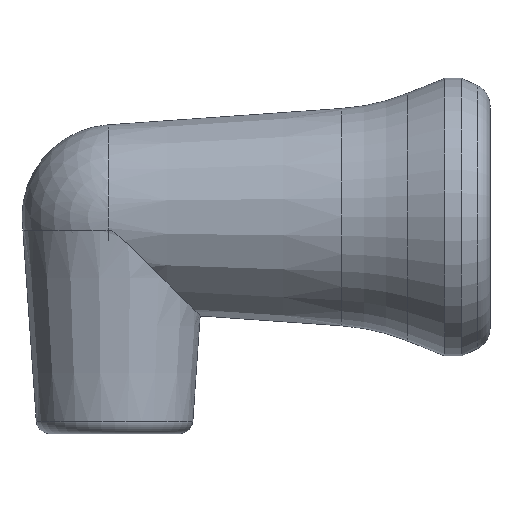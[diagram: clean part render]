
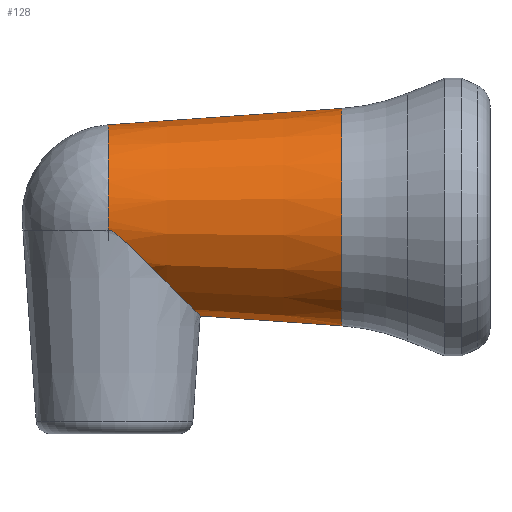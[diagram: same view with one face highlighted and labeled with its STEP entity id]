
A CAD part, front view. The second image highlights one B-rep face of the part: STEP entity #128.
In plain terms, the highlighted conical face has half-angle 4 degrees and reference radius 5.416 mm.
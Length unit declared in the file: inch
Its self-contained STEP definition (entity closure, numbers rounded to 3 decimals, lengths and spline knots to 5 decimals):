
#77 = VERTEX_POINT ( 'NONE', #587 ) ;
#79 = EDGE_CURVE ( 'NONE', #77, #391, #653, .T. ) ;
#109 = ORIENTED_EDGE ( 'NONE', *, *, #255, .F. ) ;
#110 = ORIENTED_EDGE ( 'NONE', *, *, #133, .T. ) ;
#111 = ORIENTED_EDGE ( 'NONE', *, *, #393, .F. ) ;
#127 = EDGE_CURVE ( 'NONE', #77, #256, #691, .T. ) ;
#128 = ADVANCED_FACE ( 'NONE', ( #686 ), #685, .T. ) ;
#129 = EDGE_LOOP ( 'NONE', ( #130, #131, #109, #110, #111 ) ) ;
#130 = ORIENTED_EDGE ( 'NONE', *, *, #79, .F. ) ;
#131 = ORIENTED_EDGE ( 'NONE', *, *, #127, .T. ) ;
#133 = EDGE_CURVE ( 'NONE', #334, #394, #753, .T. ) ;
#255 = EDGE_CURVE ( 'NONE', #334, #256, #971, .T. ) ;
#256 = VERTEX_POINT ( 'NONE', #970 ) ;
#334 = VERTEX_POINT ( 'NONE', #1161 ) ;
#391 = VERTEX_POINT ( 'NONE', #1298 ) ;
#393 = EDGE_CURVE ( 'NONE', #391, #394, #1297, .T. ) ;
#394 = VERTEX_POINT ( 'NONE', #1292 ) ;
#587 = CARTESIAN_POINT ( 'NONE',  ( -0.88211, 0., 0.21323 ) ) ;
#650 = DIRECTION ( 'NONE',  ( 0.998, 0., 0.07 ) ) ;
#651 = VECTOR ( 'NONE', #650, 39.37008 ) ;
#652 = CARTESIAN_POINT ( 'NONE',  ( -0.88211, 0., 0.21323 ) ) ;
#653 = LINE ( 'NONE', #652, #651 ) ;
#681 = DIRECTION ( 'NONE',  ( 0., 0., -1. ) ) ;
#682 = DIRECTION ( 'NONE',  ( 1., 0., 0. ) ) ;
#683 = CARTESIAN_POINT ( 'NONE',  ( -0.88211, 0., 0. ) ) ;
#684 = AXIS2_PLACEMENT_3D ( 'NONE', #683, #682, #681 ) ;
#685 = CONICAL_SURFACE ( 'NONE', #684, 0.21323, 0.07 ) ;
#686 = FACE_OUTER_BOUND ( 'NONE', #129, .T. ) ;
#687 = DIRECTION ( 'NONE',  ( 0., 0., -1. ) ) ;
#688 = DIRECTION ( 'NONE',  ( 1., 0., 0. ) ) ;
#689 = CARTESIAN_POINT ( 'NONE',  ( -0.88211, 0., 0. ) ) ;
#690 = AXIS2_PLACEMENT_3D ( 'NONE', #689, #688, #687 ) ;
#691 = CIRCLE ( 'NONE', #690, 0.21323 ) ;
#750 = DIRECTION ( 'NONE',  ( 0.998, 0., -0.07 ) ) ;
#751 = VECTOR ( 'NONE', #750, 39.37008 ) ;
#752 = CARTESIAN_POINT ( 'NONE',  ( -0.88211, 0., -0.21323 ) ) ;
#753 = LINE ( 'NONE', #752, #751 ) ;
#946 = CARTESIAN_POINT ( 'NONE',  ( -0.88211, -0.12159, -0.17517 ) ) ;
#947 = CARTESIAN_POINT ( 'NONE',  ( -0.87317, -0.12269, -0.17517 ) ) ;
#948 = CARTESIAN_POINT ( 'NONE',  ( -0.86429, -0.12279, -0.17586 ) ) ;
#949 = CARTESIAN_POINT ( 'NONE',  ( -0.84663, -0.12109, -0.17852 ) ) ;
#950 = CARTESIAN_POINT ( 'NONE',  ( -0.83807, -0.11929, -0.18047 ) ) ;
#951 = CARTESIAN_POINT ( 'NONE',  ( -0.82175, -0.11408, -0.18516 ) ) ;
#952 = CARTESIAN_POINT ( 'NONE',  ( -0.81386, -0.1106, -0.18793 ) ) ;
#953 = CARTESIAN_POINT ( 'NONE',  ( -0.79925, -0.10228, -0.19374 ) ) ;
#954 = CARTESIAN_POINT ( 'NONE',  ( -0.79248, -0.09743, -0.19679 ) ) ;
#955 = CARTESIAN_POINT ( 'NONE',  ( -0.77988, -0.08633, -0.20287 ) ) ;
#956 = CARTESIAN_POINT ( 'NONE',  ( -0.77412, -0.08009, -0.20587 ) ) ;
#957 = CARTESIAN_POINT ( 'NONE',  ( -0.76401, -0.06655, -0.21138 ) ) ;
#958 = CARTESIAN_POINT ( 'NONE',  ( -0.75955, -0.0591, -0.21394 ) ) ;
#959 = CARTESIAN_POINT ( 'NONE',  ( -0.75231, -0.04338, -0.21819 ) ) ;
#960 = CARTESIAN_POINT ( 'NONE',  ( -0.7495, -0.0351, -0.21989 ) ) ;
#961 = CARTESIAN_POINT ( 'NONE',  ( -0.74566, -0.01769, -0.22224 ) ) ;
#962 = CARTESIAN_POINT ( 'NONE',  ( -0.7447, -0.00889, -0.22284 ) ) ;
#969 = CARTESIAN_POINT ( 'NONE',  ( -0.7447, 0., -0.22284 ) ) ;
#970 = CARTESIAN_POINT ( 'NONE',  ( -0.88211, -0.12159, -0.17517 ) ) ;
#971 = B_SPLINE_CURVE_WITH_KNOTS ( 'NONE', 3,
 ( #969, #962, #961, #960, #959, #958, #957, #956, #955, #954, #953, #952, #951, #950, #949, #948, #947, #946 ),
 .UNSPECIFIED., .F., .F.,
 ( 4, 2, 2, 2, 2, 2, 2, 2, 4 ),
 ( 0.00541, 0.00608, 0.00676, 0.00743, 0.0081, 0.00878, 0.00945, 0.01013, 0.0108 ),
 .UNSPECIFIED. ) ;
#1161 = CARTESIAN_POINT ( 'NONE',  ( -0.7447, 0., -0.22284 ) ) ;
#1292 = CARTESIAN_POINT ( 'NONE',  ( -0.34242, 0., -0.25097 ) ) ;
#1293 = DIRECTION ( 'NONE',  ( 0., 0., -1. ) ) ;
#1294 = DIRECTION ( 'NONE',  ( 1., 0., 0. ) ) ;
#1295 = CARTESIAN_POINT ( 'NONE',  ( -0.34242, 0., 0. ) ) ;
#1296 = AXIS2_PLACEMENT_3D ( 'NONE', #1295, #1294, #1293 ) ;
#1297 = CIRCLE ( 'NONE', #1296, 0.25097 ) ;
#1298 = CARTESIAN_POINT ( 'NONE',  ( -0.34242, 0., 0.25097 ) ) ;
